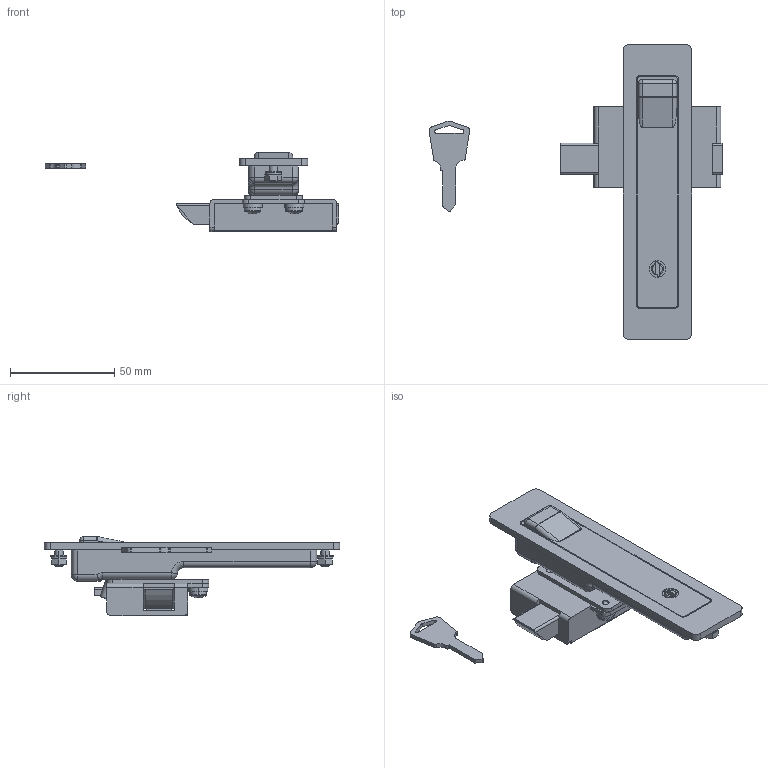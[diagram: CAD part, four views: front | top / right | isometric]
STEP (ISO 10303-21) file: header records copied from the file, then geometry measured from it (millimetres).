
FILE_DESCRIPTION (( 'STEP AP203' ), '1' );
FILE_NAME ('A-1750-1-1.STEP', '2011-08-31T07:27:51', ( '13SW' ), ( 'タキゲン' ), 'SwSTEP 2.0', 'SolidWorks 2011', '' );
FILE_SCHEMA (( 'CONFIG_CONTROL_DESIGN' ));
Length unit declared in the file: millimetre
Products named in the file (11): A-1750-1-1; A-1750-1-1キー_; A-1750-1-1儚僢僔儍乕_; A-1750-1-1スプリングワッシャー_; 六角ナットM4（クラス2）_JIS B 1181 Hexagon nut - Class 2 Finished M4 --N; 廫帤寠晅側傋偹偠M4_M4亊5; スプリングワッシャーM4_JIS B 1251 No.2 4; A-1750-1-1儔僢僠_; A-1750-1-1儔僢僠僇僶乕_; A-1750-1-1僴儞僪儖_; A-1750-1-1本体_
Assembly tree (17 placements, depth 2):
  A-1750-1-1
    A-1750-1-1儚僢僔儍乕_  x2
    六角ナットM4（クラス2）_JIS B 1181 Hexagon nut - Class 2 Finished M4 --N  x2
    A-1750-1-1儔僢僠僇僶乕_
    廫帤寠晅側傋偹偠M4_M4亊5  x3
    スプリングワッシャーM4_JIS B 1251 No.2 4  x3
    A-1750-1-1儔僢僠_
    A-1750-1-1キー_
    A-1750-1-1僴儞僪儖_
    A-1750-1-1本体_
    A-1750-1-1スプリングワッシャー_  x2
Bounding box: 141.26 x 142 x 38 mm (x, y, z)
Volume: 49614.4 mm3; surface area: 47691.3 mm2
Topology: 17 solids, 17 shells, 539 faces, 1346 edges, 818 vertices
Faces by surface type: plane 232, cylinder 207, cone 36, sphere 32, torus 22, bspline 10
Entity records: 15433 total; most frequent: CARTESIAN_POINT 3315, DIRECTION 2366, ORIENTED_EDGE 2200, EDGE_CURVE 1100, AXIS2_PLACEMENT_3D 869, VERTEX_POINT 676, LINE 628, VECTOR 628
